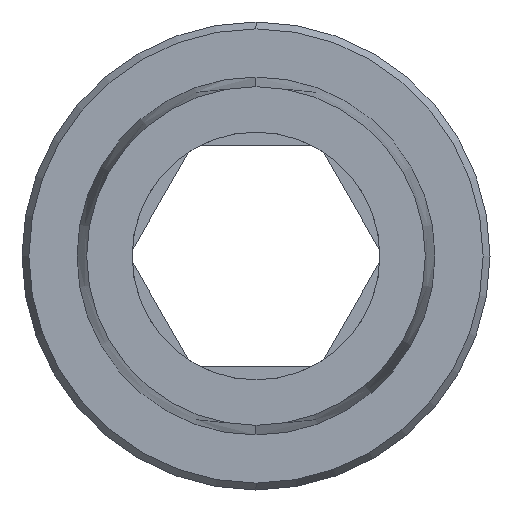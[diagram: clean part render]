
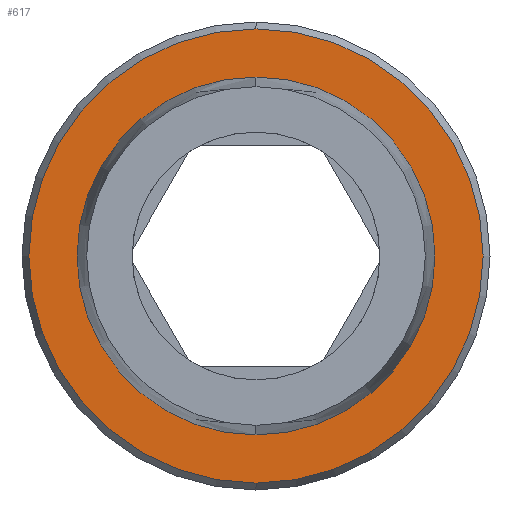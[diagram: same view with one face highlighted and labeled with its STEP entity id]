
A CAD part, left-side view. The second image highlights one B-rep face of the part: STEP entity #617.
In plain terms, the highlighted planar face has unit normal (-1, 0, 0).
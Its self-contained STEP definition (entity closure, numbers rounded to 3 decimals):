
#43 = AXIS2_PLACEMENT_3D ( 'NONE', #607, #3796, #220 ) ;
#63 = VERTEX_POINT ( 'NONE', #2818 ) ;
#158 = DIRECTION ( 'NONE',  ( 1., 0., 0. ) ) ;
#168 = DIRECTION ( 'NONE',  ( 0., 0., 1. ) ) ;
#196 = AXIS2_PLACEMENT_3D ( 'NONE', #3301, #2913, #4880 ) ;
#220 = DIRECTION ( 'NONE',  ( 0., 0., 1. ) ) ;
#442 = CIRCLE ( 'NONE', #196, 8.25 ) ;
#607 = CARTESIAN_POINT ( 'NONE',  ( 23., 0., 0. ) ) ;
#617 = ADVANCED_FACE ( 'NONE', ( #4567, #1714 ), #2121, .F. ) ;
#622 = CARTESIAN_POINT ( 'NONE',  ( 23., 0., -8.25 ) ) ;
#873 = AXIS2_PLACEMENT_3D ( 'NONE', #3715, #158, #1351 ) ;
#1108 = CIRCLE ( 'NONE', #43, 6.5 ) ;
#1351 = DIRECTION ( 'NONE',  ( 0., 0., -1. ) ) ;
#1367 = ORIENTED_EDGE ( 'NONE', *, *, #2103, .T. ) ;
#1714 = FACE_BOUND ( 'NONE', #3141, .T. ) ;
#1745 = EDGE_CURVE ( 'NONE', #5015, #63, #1108, .T. ) ;
#1770 = CIRCLE ( 'NONE', #4669, 6.5 ) ;
#2103 = EDGE_CURVE ( 'NONE', #2910, #2809, #442, .T. ) ;
#2121 = PLANE ( 'NONE',  #873 ) ;
#2199 = ORIENTED_EDGE ( 'NONE', *, *, #4261, .T. ) ;
#2596 = AXIS2_PLACEMENT_3D ( 'NONE', #3160, #4848, #4740 ) ;
#2809 = VERTEX_POINT ( 'NONE', #622 ) ;
#2818 = CARTESIAN_POINT ( 'NONE',  ( 23., 0., -6.5 ) ) ;
#2887 = ORIENTED_EDGE ( 'NONE', *, *, #1745, .F. ) ;
#2898 = DIRECTION ( 'NONE',  ( -1., 0., 0. ) ) ;
#2910 = VERTEX_POINT ( 'NONE', #3156 ) ;
#2913 = DIRECTION ( 'NONE',  ( -1., 0., 0. ) ) ;
#3141 = EDGE_LOOP ( 'NONE', ( #2887, #4881 ) ) ;
#3156 = CARTESIAN_POINT ( 'NONE',  ( 23., 0., 8.25 ) ) ;
#3160 = CARTESIAN_POINT ( 'NONE',  ( 23., 0., 0. ) ) ;
#3301 = CARTESIAN_POINT ( 'NONE',  ( 23., 0., 0. ) ) ;
#3715 = CARTESIAN_POINT ( 'NONE',  ( 23., 0., 0. ) ) ;
#3725 = CARTESIAN_POINT ( 'NONE',  ( 23., 0., 0. ) ) ;
#3796 = DIRECTION ( 'NONE',  ( -1., 0., 0. ) ) ;
#4261 = EDGE_CURVE ( 'NONE', #2809, #2910, #4837, .T. ) ;
#4525 = EDGE_LOOP ( 'NONE', ( #2199, #1367 ) ) ;
#4567 = FACE_OUTER_BOUND ( 'NONE', #4525, .T. ) ;
#4669 = AXIS2_PLACEMENT_3D ( 'NONE', #3725, #2898, #168 ) ;
#4704 = EDGE_CURVE ( 'NONE', #63, #5015, #1770, .T. ) ;
#4740 = DIRECTION ( 'NONE',  ( 0., 0., -1. ) ) ;
#4837 = CIRCLE ( 'NONE', #2596, 8.25 ) ;
#4848 = DIRECTION ( 'NONE',  ( -1., 0., 0. ) ) ;
#4849 = CARTESIAN_POINT ( 'NONE',  ( 23., 0., 6.5 ) ) ;
#4880 = DIRECTION ( 'NONE',  ( 0., 0., -1. ) ) ;
#4881 = ORIENTED_EDGE ( 'NONE', *, *, #4704, .F. ) ;
#5015 = VERTEX_POINT ( 'NONE', #4849 ) ;
